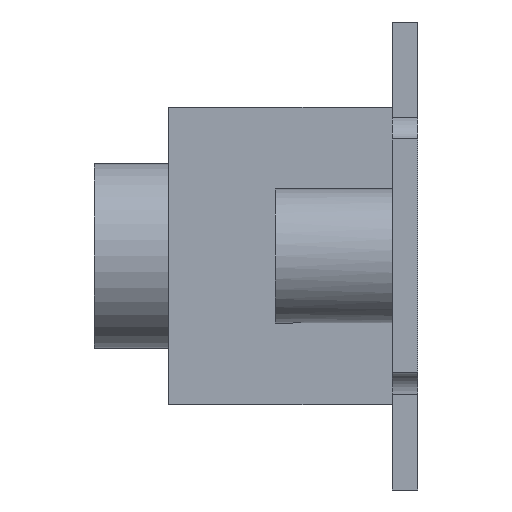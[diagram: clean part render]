
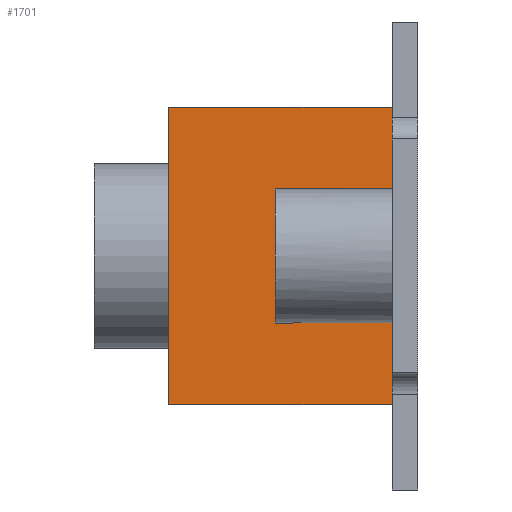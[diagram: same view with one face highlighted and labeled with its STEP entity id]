
A CAD part, left-side view. The second image highlights one B-rep face of the part: STEP entity #1701.
In plain terms, the highlighted planar face has unit normal (-1, 0, 0).
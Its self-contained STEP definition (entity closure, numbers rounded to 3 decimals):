
#29=PLANE('',#1850);
#98=FACE_OUTER_BOUND('',#187,.T.);
#187=EDGE_LOOP('',(#1250,#1251,#1252,#1253,#1254,#1255,#1256,#1257));
#276=LINE('',#2526,#454);
#320=LINE('',#2632,#498);
#323=LINE('',#2640,#501);
#335=LINE('',#2664,#513);
#336=LINE('',#2665,#514);
#337=LINE('',#2666,#515);
#338=LINE('',#2668,#516);
#339=LINE('',#2669,#517);
#454=VECTOR('',#2053,1000.);
#498=VECTOR('',#2121,1000.);
#501=VECTOR('',#2126,1000.);
#513=VECTOR('',#2144,1000.);
#514=VECTOR('',#2145,1000.);
#515=VECTOR('',#2146,1000.);
#516=VECTOR('',#2147,1000.);
#517=VECTOR('',#2148,1000.);
#730=VERTEX_POINT('',#2523);
#731=VERTEX_POINT('',#2525);
#780=VERTEX_POINT('',#2630);
#781=VERTEX_POINT('',#2631);
#784=VERTEX_POINT('',#2637);
#785=VERTEX_POINT('',#2639);
#794=VERTEX_POINT('',#2663);
#795=VERTEX_POINT('',#2667);
#904=EDGE_CURVE('',#730,#731,#276,.T.);
#959=EDGE_CURVE('',#780,#781,#320,.T.);
#963=EDGE_CURVE('',#785,#784,#323,.T.);
#976=EDGE_CURVE('',#780,#794,#335,.T.);
#977=EDGE_CURVE('',#731,#781,#336,.T.);
#978=EDGE_CURVE('',#730,#785,#337,.T.);
#979=EDGE_CURVE('',#795,#784,#338,.T.);
#980=EDGE_CURVE('',#795,#794,#339,.T.);
#1250=ORIENTED_EDGE('',*,*,#976,.F.);
#1251=ORIENTED_EDGE('',*,*,#959,.T.);
#1252=ORIENTED_EDGE('',*,*,#977,.F.);
#1253=ORIENTED_EDGE('',*,*,#904,.F.);
#1254=ORIENTED_EDGE('',*,*,#978,.T.);
#1255=ORIENTED_EDGE('',*,*,#963,.T.);
#1256=ORIENTED_EDGE('',*,*,#979,.F.);
#1257=ORIENTED_EDGE('',*,*,#980,.T.);
#1701=ADVANCED_FACE('',(#98),#29,.F.);
#1850=AXIS2_PLACEMENT_3D('',#2662,#2142,#2143);
#2053=DIRECTION('',(0.,0.,1.));
#2121=DIRECTION('',(0.,0.,1.));
#2126=DIRECTION('',(0.,0.,1.));
#2142=DIRECTION('center_axis',(1.,0.,0.));
#2143=DIRECTION('ref_axis',(0.,0.,-1.));
#2144=DIRECTION('',(0.,1.,0.));
#2145=DIRECTION('',(0.,-1.,0.));
#2146=DIRECTION('',(0.,-1.,0.));
#2147=DIRECTION('',(0.,-1.,0.));
#2148=DIRECTION('',(0.,0.,1.));
#2523=CARTESIAN_POINT('',(-6.8,11.7,-7.));
#2525=CARTESIAN_POINT('',(-6.8,11.7,7.));
#2526=CARTESIAN_POINT('',(-6.8,11.7,7.));
#2630=CARTESIAN_POINT('',(-6.8,1.2,2.15));
#2631=CARTESIAN_POINT('',(-6.8,1.2,7.));
#2632=CARTESIAN_POINT('',(-6.8,1.2,7.));
#2637=CARTESIAN_POINT('',(-6.8,1.2,-2.15));
#2639=CARTESIAN_POINT('',(-6.8,1.2,-7.));
#2640=CARTESIAN_POINT('',(-6.8,1.2,7.));
#2662=CARTESIAN_POINT('Origin',(-6.8,11.7,7.));
#2663=CARTESIAN_POINT('',(-6.8,6.2,2.15));
#2664=CARTESIAN_POINT('',(-6.8,11.7,2.15));
#2665=CARTESIAN_POINT('',(-6.8,11.7,7.));
#2666=CARTESIAN_POINT('',(-6.8,11.7,-7.));
#2667=CARTESIAN_POINT('',(-6.8,6.2,-2.15));
#2668=CARTESIAN_POINT('',(-6.8,11.7,-2.15));
#2669=CARTESIAN_POINT('',(-6.8,6.2,7.));
